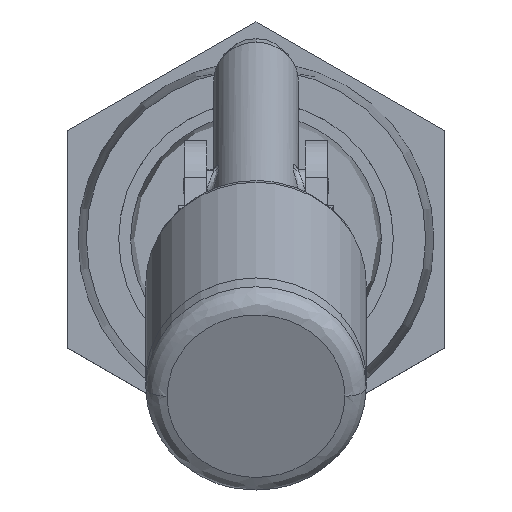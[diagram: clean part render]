
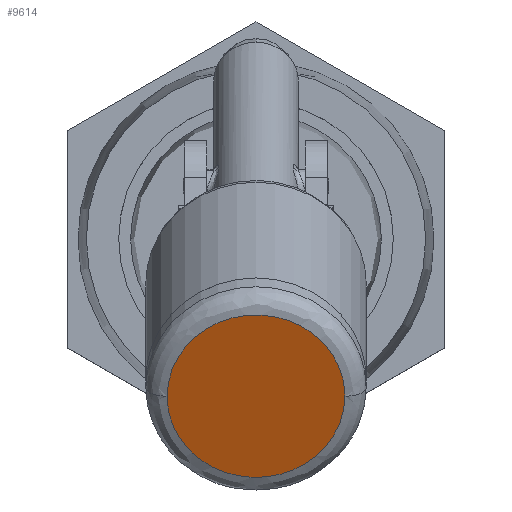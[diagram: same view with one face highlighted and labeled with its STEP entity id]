
A CAD part, top view. The second image highlights one B-rep face of the part: STEP entity #9614.
In plain terms, the highlighted planar face has unit normal (0, -0.407, 0.913).
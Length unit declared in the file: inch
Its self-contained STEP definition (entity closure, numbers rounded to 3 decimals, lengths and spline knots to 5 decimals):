
#281 = CARTESIAN_POINT ( 'NONE',  ( -0.262, 0.01085, 3.77501 ) ) ;
#1020 = CARTESIAN_POINT ( 'NONE',  ( -0.262, -0.46785, 3.56188 ) ) ;
#1228 = PLANE ( 'NONE',  #9991 ) ;
#1970 = FACE_OUTER_BOUND ( 'NONE', #6721, .T. ) ;
#2627 = ORIENTED_EDGE ( 'NONE', *, *, #5348, .F. ) ;
#3069 = EDGE_CURVE ( 'NONE', #9745, #9087, #4251, .T. ) ;
#3313 = CARTESIAN_POINT ( 'NONE',  ( 0.262, -0.94655, 3.34875 ) ) ;
#3836 = DIRECTION ( 'NONE',  ( 1., 0., 0. ) ) ;
#4251 =( BOUNDED_CURVE ( )  B_SPLINE_CURVE ( 3, ( #13736, #3313, #8086, #1020 ),
 .UNSPECIFIED., .F., .F. ) 
 B_SPLINE_CURVE_WITH_KNOTS ( ( 4, 4 ),
 ( 0.5, 1. ),
 .UNSPECIFIED. ) 
 CURVE ( )  GEOMETRIC_REPRESENTATION_ITEM ( )  RATIONAL_B_SPLINE_CURVE ( ( 1., 0.333, 0.333, 1. ) ) 
 REPRESENTATION_ITEM ( '' )  );
#5348 = EDGE_CURVE ( 'NONE', #9087, #9745, #15275, .T. ) ;
#5971 = CARTESIAN_POINT ( 'NONE',  ( 0.262, 0.01085, 3.77501 ) ) ;
#6721 = EDGE_LOOP ( 'NONE', ( #10772, #2627 ) ) ;
#8086 = CARTESIAN_POINT ( 'NONE',  ( -0.262, -0.94655, 3.34875 ) ) ;
#8326 = CARTESIAN_POINT ( 'NONE',  ( -0.262, -0.46785, 3.56188 ) ) ;
#8854 = CARTESIAN_POINT ( 'NONE',  ( -0.262, -0.46785, 3.56188 ) ) ;
#9087 = VERTEX_POINT ( 'NONE', #8326 ) ;
#9559 = CARTESIAN_POINT ( 'NONE',  ( 0., -0.46785, 3.56188 ) ) ;
#9614 = ADVANCED_FACE ( 'NONE', ( #1970 ), #1228, .T. ) ;
#9745 = VERTEX_POINT ( 'NONE', #14384 ) ;
#9991 = AXIS2_PLACEMENT_3D ( 'NONE', #9559, #18200, #3836 ) ;
#10280 = CARTESIAN_POINT ( 'NONE',  ( 0.262, -0.46785, 3.56188 ) ) ;
#10772 = ORIENTED_EDGE ( 'NONE', *, *, #3069, .F. ) ;
#13736 = CARTESIAN_POINT ( 'NONE',  ( 0.262, -0.46785, 3.56188 ) ) ;
#14384 = CARTESIAN_POINT ( 'NONE',  ( 0.262, -0.46785, 3.56188 ) ) ;
#15275 =( BOUNDED_CURVE ( )  B_SPLINE_CURVE ( 3, ( #8854, #281, #5971, #10280 ),
 .UNSPECIFIED., .F., .F. ) 
 B_SPLINE_CURVE_WITH_KNOTS ( ( 4, 4 ),
 ( 0., 0.5 ),
 .UNSPECIFIED. ) 
 CURVE ( )  GEOMETRIC_REPRESENTATION_ITEM ( )  RATIONAL_B_SPLINE_CURVE ( ( 1., 0.333, 0.333, 1. ) ) 
 REPRESENTATION_ITEM ( '' )  );
#18200 = DIRECTION ( 'NONE',  ( 0., -0.407, 0.914 ) ) ;
